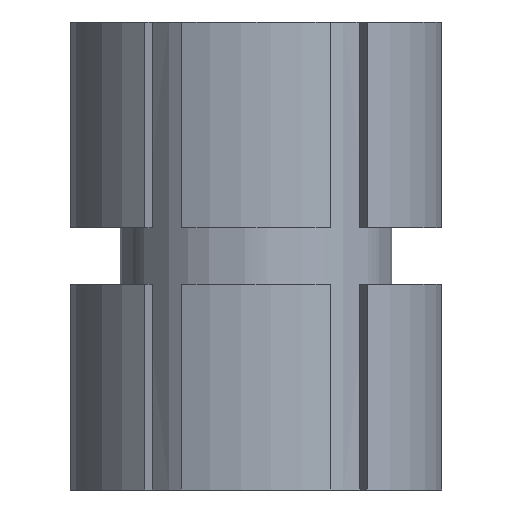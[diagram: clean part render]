
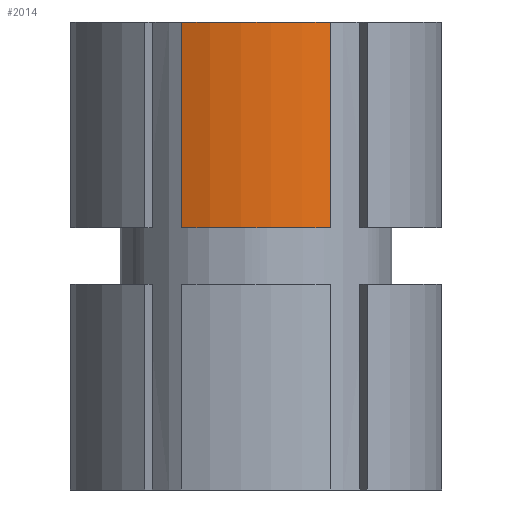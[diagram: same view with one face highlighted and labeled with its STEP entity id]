
A CAD part, front view. The second image highlights one B-rep face of the part: STEP entity #2014.
In plain terms, the highlighted cylindrical face has radius 16.5 mm (diameter 33 mm), a partial arc.
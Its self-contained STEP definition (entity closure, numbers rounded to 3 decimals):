
#184=FACE_OUTER_BOUND('',#296,.T.);
#296=EDGE_LOOP('',(#1683,#1684,#1685,#1686));
#500=LINE('',#3380,#694);
#504=LINE('',#3387,#698);
#694=VECTOR('',#2738,10.);
#698=VECTOR('',#2746,10.);
#791=CIRCLE('',#2149,16.5);
#826=CIRCLE('',#2226,16.5);
#951=VERTEX_POINT('',#3163);
#952=VERTEX_POINT('',#3164);
#1016=VERTEX_POINT('',#3379);
#1017=VERTEX_POINT('',#3386);
#1158=EDGE_CURVE('',#951,#952,#791,.T.);
#1269=EDGE_CURVE('',#1016,#951,#500,.T.);
#1273=EDGE_CURVE('',#1017,#952,#504,.T.);
#1274=EDGE_CURVE('',#1016,#1017,#826,.T.);
#1683=ORIENTED_EDGE('',*,*,#1158,.T.);
#1684=ORIENTED_EDGE('',*,*,#1273,.F.);
#1685=ORIENTED_EDGE('',*,*,#1274,.F.);
#1686=ORIENTED_EDGE('',*,*,#1269,.T.);
#1933=CYLINDRICAL_SURFACE('',#2225,16.5);
#2014=ADVANCED_FACE('',(#184),#1933,.T.);
#2149=AXIS2_PLACEMENT_3D('',#3165,#2512,#2513);
#2225=AXIS2_PLACEMENT_3D('',#3385,#2744,#2745);
#2226=AXIS2_PLACEMENT_3D('',#3388,#2747,#2748);
#2512=DIRECTION('center_axis',(0.,0.,1.));
#2513=DIRECTION('ref_axis',(-0.399,-0.917,0.));
#2738=DIRECTION('',(0.,0.,-1.));
#2744=DIRECTION('center_axis',(0.,0.,-1.));
#2745=DIRECTION('ref_axis',(-0.399,-0.917,0.));
#2746=DIRECTION('',(0.,0.,-1.));
#2747=DIRECTION('center_axis',(0.,0.,1.));
#2748=DIRECTION('ref_axis',(-0.399,-0.917,0.));
#3163=CARTESIAN_POINT('',(-6.576,-15.133,-18.15));
#3164=CARTESIAN_POINT('',(6.576,-15.133,-18.15));
#3165=CARTESIAN_POINT('Origin',(0.,0.,-18.15));
#3379=CARTESIAN_POINT('',(-6.576,-15.133,0.));
#3380=CARTESIAN_POINT('',(-6.576,-15.133,0.));
#3385=CARTESIAN_POINT('Origin',(0.,0.,0.));
#3386=CARTESIAN_POINT('',(6.576,-15.133,0.));
#3387=CARTESIAN_POINT('',(6.576,-15.133,0.));
#3388=CARTESIAN_POINT('Origin',(0.,0.,0.));
